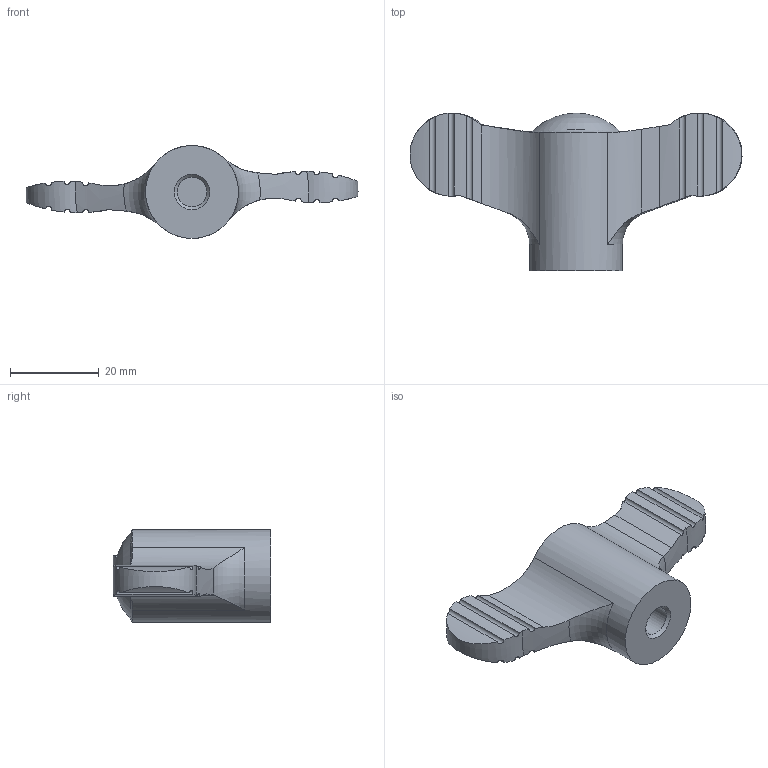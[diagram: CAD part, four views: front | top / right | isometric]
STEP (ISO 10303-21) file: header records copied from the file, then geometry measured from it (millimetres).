
FILE_DESCRIPTION( ( 'STEP AP214' ), '1' );
FILE_NAME( 'K0274.02087.stp', '2020-11-27T10:34:45', ( '' ), ( '' ), ' ', 'PARTsolutions', ' ' );
FILE_SCHEMA( ( 'AUTOMOTIVE_DESIGN { 1 0 10303 214 1 1 1 1 }' ) );
Length unit declared in the file: millimetre
Products named in the file (1): _K0274.02087
Bounding box: 74.98 x 35.6 x 21 mm (x, y, z)
Volume: 17244.9 mm3; surface area: 5639.4 mm2
Topology: 1 solids, 1 shells, 52 faces, 147 edges, 97 vertices
Faces by surface type: cylinder 34, torus 7, cone 6, plane 4, sphere 1
Full cylindrical faces by diameter (mm): 6.647 x1, 21 x1
Entity records: 2568 total; most frequent: CARTESIAN_POINT 976, ORIENTED_EDGE 276, DIRECTION 180, EDGE_CURVE 138, VERTEX_POINT 95, B_SPLINE_CURVE_WITH_KNOTS 84, AXIS2_PLACEMENT_3D 73, EDGE_LOOP 58
